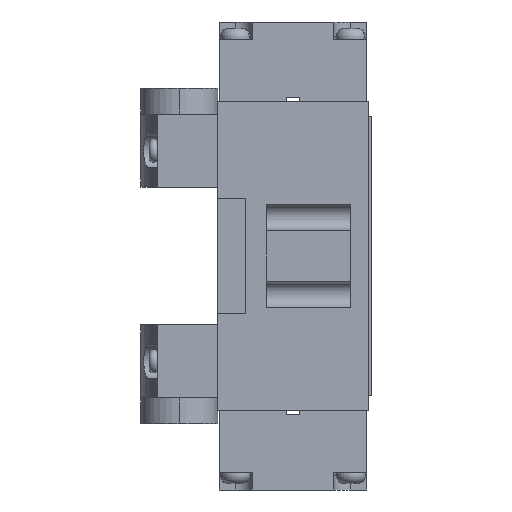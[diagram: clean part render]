
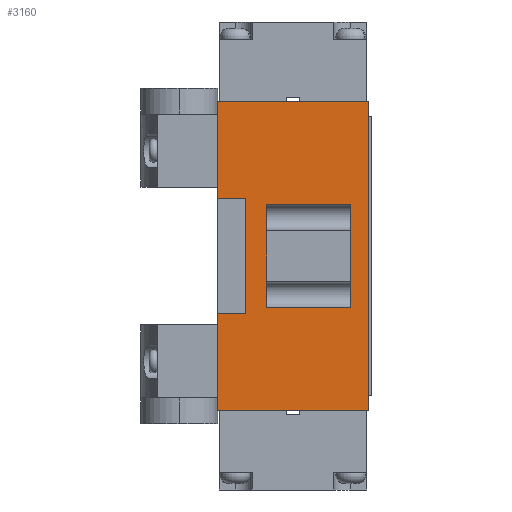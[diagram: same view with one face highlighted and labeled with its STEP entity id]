
A CAD part, left-side view. The second image highlights one B-rep face of the part: STEP entity #3160.
In plain terms, the highlighted planar face has unit normal (-1, 0, 0).
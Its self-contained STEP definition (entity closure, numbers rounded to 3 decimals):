
#1057 = DIRECTION ( 'NONE',  ( 0., 0., 1. ) ) ;
#1058 = DIRECTION ( 'NONE',  ( -1., 0., 0. ) ) ;
#1059 = CARTESIAN_POINT ( 'NONE',  ( -20., 17.15, -72. ) ) ;
#1060 = PLANE ( 'NONE',  #18744 ) ;
#1258 = ORIENTED_EDGE ( 'NONE', *, *, #7937, .F. ) ;
#1259 = ORIENTED_EDGE ( 'NONE', *, *, #7939, .F. ) ;
#1260 = ORIENTED_EDGE ( 'NONE', *, *, #7941, .T. ) ;
#1261 = ORIENTED_EDGE ( 'NONE', *, *, #7944, .F. ) ;
#1262 = ORIENTED_EDGE ( 'NONE', *, *, #7946, .T. ) ;
#1263 = ORIENTED_EDGE ( 'NONE', *, *, #7948, .F. ) ;
#1264 = ORIENTED_EDGE ( 'NONE', *, *, #7950, .F. ) ;
#1265 = ORIENTED_EDGE ( 'NONE', *, *, #7952, .F. ) ;
#1266 = ORIENTED_EDGE ( 'NONE', *, *, #7955, .F. ) ;
#1267 = ORIENTED_EDGE ( 'NONE', *, *, #7957, .F. ) ;
#1268 = ORIENTED_EDGE ( 'NONE', *, *, #7959, .T. ) ;
#1269 = ORIENTED_EDGE ( 'NONE', *, *, #7961, .T. ) ;
#1355 = EDGE_LOOP ( 'NONE', ( #1266, #1267, #1268, #1269 ) ) ;
#1356 = EDGE_LOOP ( 'NONE', ( #1258, #1259, #1260, #1261, #1262, #1263, #1264, #1265 ) ) ;
#3160 = ADVANCED_FACE ( 'NONE', ( #10728, #10729 ), #1060, .T. ) ;
#7937 = EDGE_CURVE ( 'NONE', #11734, #11733, #9177, .T. ) ;
#7939 = EDGE_CURVE ( 'NONE', #11732, #11734, #9180, .T. ) ;
#7941 = EDGE_CURVE ( 'NONE', #11732, #11731, #9182, .T. ) ;
#7944 = EDGE_CURVE ( 'NONE', #11730, #11731, #9184, .T. ) ;
#7946 = EDGE_CURVE ( 'NONE', #11730, #11729, #9186, .T. ) ;
#7948 = EDGE_CURVE ( 'NONE', #11728, #11729, #9188, .T. ) ;
#7950 = EDGE_CURVE ( 'NONE', #11727, #11728, #9190, .T. ) ;
#7952 = EDGE_CURVE ( 'NONE', #11733, #11727, #9192, .T. ) ;
#7955 = EDGE_CURVE ( 'NONE', #11726, #11725, #9194, .T. ) ;
#7957 = EDGE_CURVE ( 'NONE', #11724, #11726, #9196, .T. ) ;
#7959 = EDGE_CURVE ( 'NONE', #11724, #11723, #9198, .T. ) ;
#7961 = EDGE_CURVE ( 'NONE', #11723, #11725, #9200, .T. ) ;
#8788 = CARTESIAN_POINT ( 'NONE',  ( -20., 5.75, -47.95 ) ) ;
#8789 = CARTESIAN_POINT ( 'NONE',  ( -20., -13.85, -47.95 ) ) ;
#8790 = CARTESIAN_POINT ( 'NONE',  ( -20., 5.75, -24.05 ) ) ;
#8791 = CARTESIAN_POINT ( 'NONE',  ( -20., -13.85, -24.05 ) ) ;
#8792 = CARTESIAN_POINT ( 'NONE',  ( -20., 17.15, 0. ) ) ;
#8793 = CARTESIAN_POINT ( 'NONE',  ( -20., -17.85, 0. ) ) ;
#8794 = CARTESIAN_POINT ( 'NONE',  ( -20., -17.85, -72. ) ) ;
#8795 = CARTESIAN_POINT ( 'NONE',  ( -20., 17.15, -72. ) ) ;
#8796 = CARTESIAN_POINT ( 'NONE',  ( -20., 17.15, -49.5 ) ) ;
#8797 = CARTESIAN_POINT ( 'NONE',  ( -20., 10.75, -49.5 ) ) ;
#8798 = CARTESIAN_POINT ( 'NONE',  ( -20., 17.15, -22.5 ) ) ;
#8799 = CARTESIAN_POINT ( 'NONE',  ( -20., 10.75, -22.5 ) ) ;
#9177 = LINE ( 'NONE', #15958, #9179 ) ;
#9179 = VECTOR ( 'NONE', #15959, 1000. ) ;
#9180 = LINE ( 'NONE', #15960, #9181 ) ;
#9181 = VECTOR ( 'NONE', #15961, 1000. ) ;
#9182 = LINE ( 'NONE', #15962, #9183 ) ;
#9183 = VECTOR ( 'NONE', #15963, 1000. ) ;
#9184 = LINE ( 'NONE', #15964, #9185 ) ;
#9185 = VECTOR ( 'NONE', #15965, 1000. ) ;
#9186 = LINE ( 'NONE', #15966, #9187 ) ;
#9187 = VECTOR ( 'NONE', #15967, 1000. ) ;
#9188 = LINE ( 'NONE', #15968, #9189 ) ;
#9189 = VECTOR ( 'NONE', #15969, 1000. ) ;
#9190 = LINE ( 'NONE', #15970, #9191 ) ;
#9191 = VECTOR ( 'NONE', #15971, 1000. ) ;
#9192 = LINE ( 'NONE', #15972, #9193 ) ;
#9193 = VECTOR ( 'NONE', #15973, 1000. ) ;
#9194 = LINE ( 'NONE', #15974, #9195 ) ;
#9195 = VECTOR ( 'NONE', #15975, 1000. ) ;
#9196 = LINE ( 'NONE', #15976, #9197 ) ;
#9197 = VECTOR ( 'NONE', #15977, 1000. ) ;
#9198 = LINE ( 'NONE', #15978, #9199 ) ;
#9199 = VECTOR ( 'NONE', #15979, 1000. ) ;
#9200 = LINE ( 'NONE', #15980, #9201 ) ;
#9201 = VECTOR ( 'NONE', #15981, 1000. ) ;
#10728 = FACE_OUTER_BOUND ( 'NONE', #1356, .T. ) ;
#10729 = FACE_BOUND ( 'NONE', #1355, .T. ) ;
#11723 = VERTEX_POINT ( 'NONE', #8788 ) ;
#11724 = VERTEX_POINT ( 'NONE', #8789 ) ;
#11725 = VERTEX_POINT ( 'NONE', #8790 ) ;
#11726 = VERTEX_POINT ( 'NONE', #8791 ) ;
#11727 = VERTEX_POINT ( 'NONE', #8792 ) ;
#11728 = VERTEX_POINT ( 'NONE', #8793 ) ;
#11729 = VERTEX_POINT ( 'NONE', #8794 ) ;
#11730 = VERTEX_POINT ( 'NONE', #8795 ) ;
#11731 = VERTEX_POINT ( 'NONE', #8796 ) ;
#11732 = VERTEX_POINT ( 'NONE', #8797 ) ;
#11733 = VERTEX_POINT ( 'NONE', #8798 ) ;
#11734 = VERTEX_POINT ( 'NONE', #8799 ) ;
#15958 = CARTESIAN_POINT ( 'NONE',  ( -20., 10.75, -22.5 ) ) ;
#15959 = DIRECTION ( 'NONE',  ( 0., 1., 0. ) ) ;
#15960 = CARTESIAN_POINT ( 'NONE',  ( -20., 10.75, -49.5 ) ) ;
#15961 = DIRECTION ( 'NONE',  ( 0., 0., 1. ) ) ;
#15962 = CARTESIAN_POINT ( 'NONE',  ( -20., 10.75, -49.5 ) ) ;
#15963 = DIRECTION ( 'NONE',  ( 0., 1., 0. ) ) ;
#15964 = CARTESIAN_POINT ( 'NONE',  ( -20., 17.15, -72. ) ) ;
#15965 = DIRECTION ( 'NONE',  ( 0., 0., 1. ) ) ;
#15966 = CARTESIAN_POINT ( 'NONE',  ( -20., 17.15, -72. ) ) ;
#15967 = DIRECTION ( 'NONE',  ( 0., -1., 0. ) ) ;
#15968 = CARTESIAN_POINT ( 'NONE',  ( -20., -17.85, -72. ) ) ;
#15969 = DIRECTION ( 'NONE',  ( 0., 0., -1. ) ) ;
#15970 = CARTESIAN_POINT ( 'NONE',  ( -20., 17.15, 0. ) ) ;
#15971 = DIRECTION ( 'NONE',  ( 0., -1., 0. ) ) ;
#15972 = CARTESIAN_POINT ( 'NONE',  ( -20., 17.15, -72. ) ) ;
#15973 = DIRECTION ( 'NONE',  ( 0., 0., 1. ) ) ;
#15974 = CARTESIAN_POINT ( 'NONE',  ( -20., -13.85, -24.05 ) ) ;
#15975 = DIRECTION ( 'NONE',  ( 0., 1., 0. ) ) ;
#15976 = CARTESIAN_POINT ( 'NONE',  ( -20., -13.85, -47.95 ) ) ;
#15977 = DIRECTION ( 'NONE',  ( 0., 0., 1. ) ) ;
#15978 = CARTESIAN_POINT ( 'NONE',  ( -20., -13.85, -47.95 ) ) ;
#15979 = DIRECTION ( 'NONE',  ( 0., 1., 0. ) ) ;
#15980 = CARTESIAN_POINT ( 'NONE',  ( -20., 5.75, -47.95 ) ) ;
#15981 = DIRECTION ( 'NONE',  ( 0., 0., 1. ) ) ;
#18744 = AXIS2_PLACEMENT_3D ( 'NONE', #1059, #1058, #1057 ) ;
